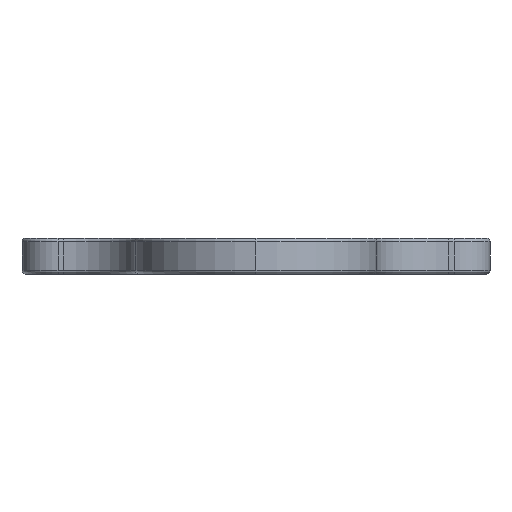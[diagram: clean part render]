
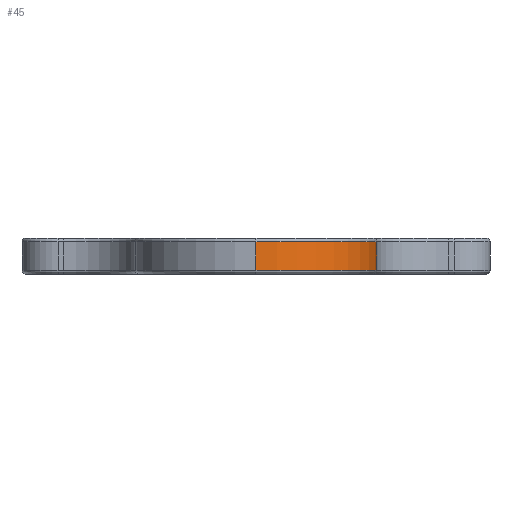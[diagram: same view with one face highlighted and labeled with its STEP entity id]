
A CAD part, left-side view. The second image highlights one B-rep face of the part: STEP entity #45.
In plain terms, the highlighted cylindrical face has radius 3.35 mm (diameter 6.7 mm), a partial arc.
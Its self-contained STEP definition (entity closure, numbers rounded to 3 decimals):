
#45 = ADVANCED_FACE ( 'NONE', ( #2000 ), #1683, .T. ) ;
#157 = VECTOR ( 'NONE', #364, 1000. ) ;
#161 = DIRECTION ( 'NONE',  ( -1., 0., 0. ) ) ;
#193 = EDGE_CURVE ( 'NONE', #1325, #561, #1584, .T. ) ;
#330 = ORIENTED_EDGE ( 'NONE', *, *, #362, .T. ) ;
#356 = AXIS2_PLACEMENT_3D ( 'NONE', #854, #1329, #824 ) ;
#362 = EDGE_CURVE ( 'NONE', #1031, #1499, #671, .T. ) ;
#364 = DIRECTION ( 'NONE',  ( 0., 0., -1. ) ) ;
#561 = VERTEX_POINT ( 'NONE', #943 ) ;
#671 = LINE ( 'NONE', #1485, #1046 ) ;
#718 = EDGE_CURVE ( 'NONE', #1499, #561, #1118, .T. ) ;
#784 = CARTESIAN_POINT ( 'NONE',  ( -96.65, 0., 1. ) ) ;
#824 = DIRECTION ( 'NONE',  ( -1., 0., 0. ) ) ;
#850 = AXIS2_PLACEMENT_3D ( 'NONE', #784, #899, #1215 ) ;
#852 = ORIENTED_EDGE ( 'NONE', *, *, #920, .T. ) ;
#854 = CARTESIAN_POINT ( 'NONE',  ( -96.65, 0., 0.1 ) ) ;
#864 = ORIENTED_EDGE ( 'NONE', *, *, #718, .T. ) ;
#899 = DIRECTION ( 'NONE',  ( 0., 0., -1. ) ) ;
#920 = EDGE_CURVE ( 'NONE', #1325, #1031, #1398, .T. ) ;
#943 = CARTESIAN_POINT ( 'NONE',  ( -96.65, -3.35, 0.1 ) ) ;
#1031 = VERTEX_POINT ( 'NONE', #1121 ) ;
#1046 = VECTOR ( 'NONE', #1159, 1000. ) ;
#1118 = CIRCLE ( 'NONE', #356, 3.35 ) ;
#1121 = CARTESIAN_POINT ( 'NONE',  ( -100., 0., 0.9 ) ) ;
#1140 = AXIS2_PLACEMENT_3D ( 'NONE', #2014, #1276, #161 ) ;
#1159 = DIRECTION ( 'NONE',  ( 0., 0., -1. ) ) ;
#1215 = DIRECTION ( 'NONE',  ( -1., 0., 0. ) ) ;
#1276 = DIRECTION ( 'NONE',  ( 0., 0., -1. ) ) ;
#1325 = VERTEX_POINT ( 'NONE', #1767 ) ;
#1329 = DIRECTION ( 'NONE',  ( 0., 0., 1. ) ) ;
#1398 = CIRCLE ( 'NONE', #1140, 3.35 ) ;
#1485 = CARTESIAN_POINT ( 'NONE',  ( -100., 0., 1. ) ) ;
#1499 = VERTEX_POINT ( 'NONE', #1525 ) ;
#1525 = CARTESIAN_POINT ( 'NONE',  ( -100., 0., 0.1 ) ) ;
#1584 = LINE ( 'NONE', #1785, #157 ) ;
#1683 = CYLINDRICAL_SURFACE ( 'NONE', #850, 3.35 ) ;
#1694 = ORIENTED_EDGE ( 'NONE', *, *, #193, .F. ) ;
#1767 = CARTESIAN_POINT ( 'NONE',  ( -96.65, -3.35, 0.9 ) ) ;
#1785 = CARTESIAN_POINT ( 'NONE',  ( -96.65, -3.35, 1. ) ) ;
#1868 = EDGE_LOOP ( 'NONE', ( #852, #330, #864, #1694 ) ) ;
#2000 = FACE_OUTER_BOUND ( 'NONE', #1868, .T. ) ;
#2014 = CARTESIAN_POINT ( 'NONE',  ( -96.65, 0., 0.9 ) ) ;
